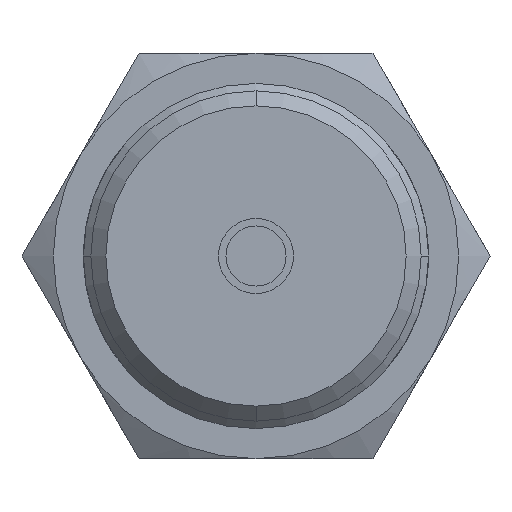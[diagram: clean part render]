
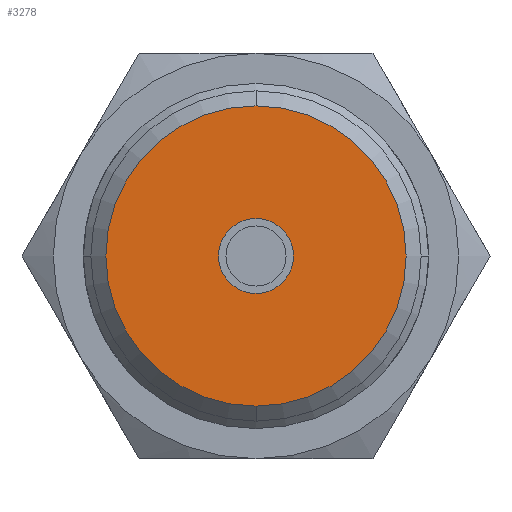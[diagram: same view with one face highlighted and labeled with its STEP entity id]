
A CAD part, left-side view. The second image highlights one B-rep face of the part: STEP entity #3278.
In plain terms, the highlighted planar face has unit normal (-1, 0, 0).
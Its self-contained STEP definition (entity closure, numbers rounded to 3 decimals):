
#86 = ORIENTED_EDGE ( 'NONE', *, *, #1753, .F. ) ;
#249 = VERTEX_POINT ( 'NONE', #4826 ) ;
#779 = DIRECTION ( 'NONE',  ( 1., 0., 0. ) ) ;
#782 = ORIENTED_EDGE ( 'NONE', *, *, #1476, .F. ) ;
#920 = VERTEX_POINT ( 'NONE', #2955 ) ;
#997 = EDGE_CURVE ( 'NONE', #1885, #1573, #4603, .T. ) ;
#1296 = CARTESIAN_POINT ( 'NONE',  ( -68., 0., 0. ) ) ;
#1476 = EDGE_CURVE ( 'NONE', #249, #920, #1911, .T. ) ;
#1522 = CARTESIAN_POINT ( 'NONE',  ( -68., 0., -2.5 ) ) ;
#1573 = VERTEX_POINT ( 'NONE', #1522 ) ;
#1612 = CIRCLE ( 'NONE', #3216, 2.5 ) ;
#1740 = AXIS2_PLACEMENT_3D ( 'NONE', #1296, #4340, #1741 ) ;
#1741 = DIRECTION ( 'NONE',  ( 0., 0., -1. ) ) ;
#1753 = EDGE_CURVE ( 'NONE', #1573, #1885, #1612, .T. ) ;
#1885 = VERTEX_POINT ( 'NONE', #5274 ) ;
#1911 = CIRCLE ( 'NONE', #2741, 10. ) ;
#2378 = DIRECTION ( 'NONE',  ( 0., 0., 1. ) ) ;
#2392 = EDGE_LOOP ( 'NONE', ( #2540, #86 ) ) ;
#2411 = DIRECTION ( 'NONE',  ( -1., 0., 0. ) ) ;
#2427 = CARTESIAN_POINT ( 'NONE',  ( -68., 0., 0. ) ) ;
#2507 = PLANE ( 'NONE',  #3885 ) ;
#2540 = ORIENTED_EDGE ( 'NONE', *, *, #997, .F. ) ;
#2741 = AXIS2_PLACEMENT_3D ( 'NONE', #4644, #4379, #4360 ) ;
#2955 = CARTESIAN_POINT ( 'NONE',  ( -68., 0., -10. ) ) ;
#2979 = DIRECTION ( 'NONE',  ( 0., 0., 1. ) ) ;
#2995 = DIRECTION ( 'NONE',  ( -1., 0., 0. ) ) ;
#3011 = CARTESIAN_POINT ( 'NONE',  ( -68., 0., 0. ) ) ;
#3216 = AXIS2_PLACEMENT_3D ( 'NONE', #2427, #2411, #2378 ) ;
#3278 = ADVANCED_FACE ( '0:57', ( #4114, #5231 ), #2507, .F. ) ;
#3389 = CARTESIAN_POINT ( 'NONE',  ( -68., 2.5, 0. ) ) ;
#3437 = EDGE_CURVE ( 'NONE', #920, #249, #5159, .T. ) ;
#3815 = DIRECTION ( 'NONE',  ( 0., 0., -1. ) ) ;
#3885 = AXIS2_PLACEMENT_3D ( 'NONE', #3389, #779, #3815 ) ;
#4043 = AXIS2_PLACEMENT_3D ( 'NONE', #3011, #2995, #2979 ) ;
#4114 = FACE_OUTER_BOUND ( 'NONE', #4573, .T. ) ;
#4340 = DIRECTION ( 'NONE',  ( 1., 0., 0. ) ) ;
#4360 = DIRECTION ( 'NONE',  ( 0., 0., -1. ) ) ;
#4379 = DIRECTION ( 'NONE',  ( 1., 0., 0. ) ) ;
#4516 = ORIENTED_EDGE ( 'NONE', *, *, #3437, .F. ) ;
#4573 = EDGE_LOOP ( 'NONE', ( #4516, #782 ) ) ;
#4603 = CIRCLE ( 'NONE', #4043, 2.5 ) ;
#4644 = CARTESIAN_POINT ( 'NONE',  ( -68., 0., 0. ) ) ;
#4826 = CARTESIAN_POINT ( 'NONE',  ( -68., 0., 10. ) ) ;
#5159 = CIRCLE ( 'NONE', #1740, 10. ) ;
#5231 = FACE_BOUND ( 'NONE', #2392, .T. ) ;
#5274 = CARTESIAN_POINT ( 'NONE',  ( -68., 0., 2.5 ) ) ;
